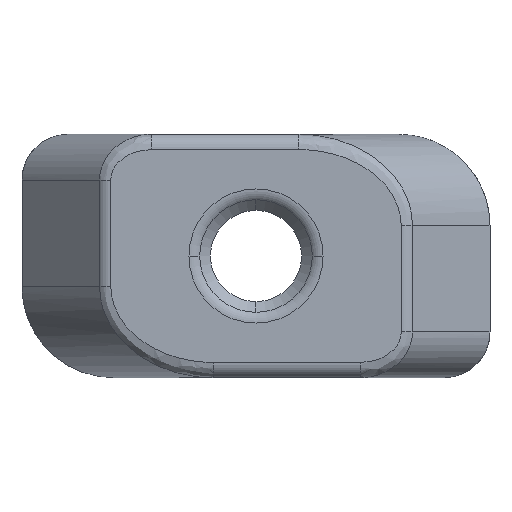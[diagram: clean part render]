
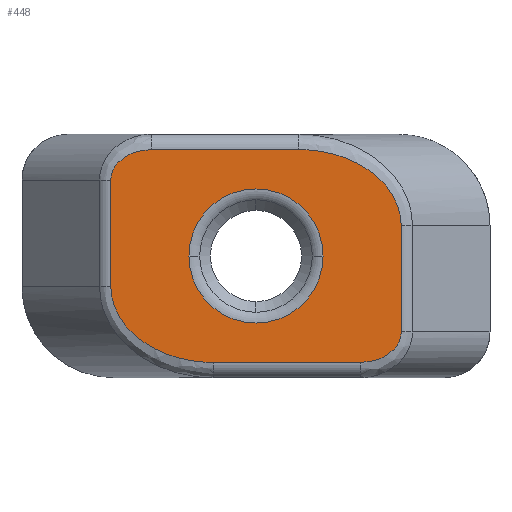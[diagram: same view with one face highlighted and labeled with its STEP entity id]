
A CAD part, front view. The second image highlights one B-rep face of the part: STEP entity #448.
In plain terms, the highlighted planar face has unit normal (0, -1, 0).
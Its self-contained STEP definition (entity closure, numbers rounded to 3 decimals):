
#3 = EDGE_CURVE ( 'NONE', #1120, #128, #782, .T. ) ;
#17 = CARTESIAN_POINT ( 'NONE',  ( 4.777, -5., -2.5 ) ) ;
#28 = EDGE_CURVE ( 'NONE', #373, #307, #719, .T. ) ;
#29 = CARTESIAN_POINT ( 'NONE',  ( -1.414, -5., -3.5 ) ) ;
#31 = AXIS2_PLACEMENT_3D ( 'NONE', #79, #1227, #750 ) ;
#32 = CARTESIAN_POINT ( 'NONE',  ( -2.207, -5., 0. ) ) ;
#55 = CARTESIAN_POINT ( 'NONE',  ( 1.414, -5., 3.5 ) ) ;
#76 = VECTOR ( 'NONE', #429, 1000. ) ;
#79 = CARTESIAN_POINT ( 'NONE',  ( -5., -5., 4. ) ) ;
#82 = VERTEX_POINT ( 'NONE', #1045 ) ;
#85 = CARTESIAN_POINT ( 'NONE',  ( 3.384, -5., 3.5 ) ) ;
#97 = DIRECTION ( 'NONE',  ( 0., 1., 0. ) ) ;
#103 = CARTESIAN_POINT ( 'NONE',  ( 3.432, -5., -3.5 ) ) ;
#128 = VERTEX_POINT ( 'NONE', #978 ) ;
#143 = CARTESIAN_POINT ( 'NONE',  ( -5., -5., 3.5 ) ) ;
#174 = AXIS2_PLACEMENT_3D ( 'NONE', #298, #97, #576 ) ;
#177 = VERTEX_POINT ( 'NONE', #790 ) ;
#193 = DIRECTION ( 'NONE',  ( 1., 0., 0. ) ) ;
#239 = EDGE_CURVE ( 'NONE', #177, #82, #714, .T. ) ;
#247 = LINE ( 'NONE', #143, #1003 ) ;
#297 = CARTESIAN_POINT ( 'NONE',  ( -3.384, -5., -3.5 ) ) ;
#298 = CARTESIAN_POINT ( 'NONE',  ( 0., -5., 0. ) ) ;
#307 = VERTEX_POINT ( 'NONE', #32 ) ;
#315 = CIRCLE ( 'NONE', #1068, 2.207 ) ;
#328 = DIRECTION ( 'NONE',  ( 0., 1., 0. ) ) ;
#341 = DIRECTION ( 'NONE',  ( 0., 0., -1. ) ) ;
#358 = CARTESIAN_POINT ( 'NONE',  ( -3.432, -5., 3.5 ) ) ;
#373 = VERTEX_POINT ( 'NONE', #1081 ) ;
#375 = EDGE_CURVE ( 'NONE', #307, #373, #315, .T. ) ;
#382 = EDGE_CURVE ( 'NONE', #1191, #483, #247, .T. ) ;
#387 =( BOUNDED_CURVE ( )  B_SPLINE_CURVE ( 3, ( #488, #401, #614, #17 ),
 .UNSPECIFIED., .F., .T. ) 
 B_SPLINE_CURVE_WITH_KNOTS ( ( 4, 4 ),
 ( 1.571, 3.142 ),
 .UNSPECIFIED. ) 
 CURVE ( )  GEOMETRIC_REPRESENTATION_ITEM ( )  RATIONAL_B_SPLINE_CURVE ( ( 1., 0.805, 0.805, 1. ) ) 
 REPRESENTATION_ITEM ( '' )  );
#396 = VECTOR ( 'NONE', #341, 1000. ) ;
#401 = CARTESIAN_POINT ( 'NONE',  ( 4.22, -5., -3.5 ) ) ;
#415 = ORIENTED_EDGE ( 'NONE', *, *, #3, .T. ) ;
#418 = CARTESIAN_POINT ( 'NONE',  ( -4.777, -5., -2.464 ) ) ;
#429 = DIRECTION ( 'NONE',  ( 0., 0., 1. ) ) ;
#447 = CARTESIAN_POINT ( 'NONE',  ( 4.777, -5., -2.5 ) ) ;
#448 = ADVANCED_FACE ( 'NONE', ( #551, #939 ), #467, .F. ) ;
#463 = CARTESIAN_POINT ( 'NONE',  ( 1.414, -5., 3.5 ) ) ;
#467 = PLANE ( 'NONE',  #31 ) ;
#479 = CARTESIAN_POINT ( 'NONE',  ( 4.777, -5., 1. ) ) ;
#483 = VERTEX_POINT ( 'NONE', #1132 ) ;
#488 = CARTESIAN_POINT ( 'NONE',  ( 3.432, -5., -3.5 ) ) ;
#499 = EDGE_LOOP ( 'NONE', ( #880, #1059, #1073, #739, #415, #994, #702, #1215 ) ) ;
#521 = DIRECTION ( 'NONE',  ( -1., 0., 0. ) ) ;
#533 = CARTESIAN_POINT ( 'NONE',  ( -4.22, -5., 3.5 ) ) ;
#537 = VERTEX_POINT ( 'NONE', #934 ) ;
#547 = EDGE_CURVE ( 'NONE', #128, #1191, #1053, .T. ) ;
#551 = FACE_OUTER_BOUND ( 'NONE', #499, .T. ) ;
#576 = DIRECTION ( 'NONE',  ( -1., 0., 0. ) ) ;
#611 = CARTESIAN_POINT ( 'NONE',  ( 0., -5., 0. ) ) ;
#612 = CARTESIAN_POINT ( 'NONE',  ( -4.777, -5., 4. ) ) ;
#614 = CARTESIAN_POINT ( 'NONE',  ( 4.777, -5., -3.086 ) ) ;
#640 =( BOUNDED_CURVE ( )  B_SPLINE_CURVE ( 3, ( #1187, #418, #297, #29 ),
 .UNSPECIFIED., .F., .T. ) 
 B_SPLINE_CURVE_WITH_KNOTS ( ( 4, 4 ),
 ( 0., 1.571 ),
 .UNSPECIFIED. ) 
 CURVE ( )  GEOMETRIC_REPRESENTATION_ITEM ( )  RATIONAL_B_SPLINE_CURVE ( ( 1., 0.805, 0.805, 1. ) ) 
 REPRESENTATION_ITEM ( '' )  );
#641 = EDGE_CURVE ( 'NONE', #1062, #1120, #387, .T. ) ;
#685 = LINE ( 'NONE', #936, #870 ) ;
#702 = ORIENTED_EDGE ( 'NONE', *, *, #382, .T. ) ;
#714 = LINE ( 'NONE', #612, #396 ) ;
#719 = CIRCLE ( 'NONE', #174, 2.207 ) ;
#727 = EDGE_LOOP ( 'NONE', ( #1223, #1000 ) ) ;
#732 = CARTESIAN_POINT ( 'NONE',  ( -4.777, -5., 3.086 ) ) ;
#739 = ORIENTED_EDGE ( 'NONE', *, *, #641, .T. ) ;
#748 = CARTESIAN_POINT ( 'NONE',  ( 4.777, -5., 2.464 ) ) ;
#750 = DIRECTION ( 'NONE',  ( -1., 0., 0. ) ) ;
#782 = LINE ( 'NONE', #1065, #76 ) ;
#790 = CARTESIAN_POINT ( 'NONE',  ( -4.777, -5., 2.5 ) ) ;
#802 =( BOUNDED_CURVE ( )  B_SPLINE_CURVE ( 3, ( #358, #533, #732, #997 ),
 .UNSPECIFIED., .F., .T. ) 
 B_SPLINE_CURVE_WITH_KNOTS ( ( 4, 4 ),
 ( 1.571, 3.142 ),
 .UNSPECIFIED. ) 
 CURVE ( )  GEOMETRIC_REPRESENTATION_ITEM ( )  RATIONAL_B_SPLINE_CURVE ( ( 1., 0.805, 0.805, 1. ) ) 
 REPRESENTATION_ITEM ( '' )  );
#870 = VECTOR ( 'NONE', #193, 1000. ) ;
#880 = ORIENTED_EDGE ( 'NONE', *, *, #239, .T. ) ;
#934 = CARTESIAN_POINT ( 'NONE',  ( -1.414, -5., -3.5 ) ) ;
#936 = CARTESIAN_POINT ( 'NONE',  ( 2.982, -5., -3.5 ) ) ;
#939 = FACE_BOUND ( 'NONE', #727, .T. ) ;
#978 = CARTESIAN_POINT ( 'NONE',  ( 4.777, -5., 1. ) ) ;
#994 = ORIENTED_EDGE ( 'NONE', *, *, #547, .T. ) ;
#997 = CARTESIAN_POINT ( 'NONE',  ( -4.777, -5., 2.5 ) ) ;
#1000 = ORIENTED_EDGE ( 'NONE', *, *, #28, .T. ) ;
#1003 = VECTOR ( 'NONE', #521, 1000. ) ;
#1045 = CARTESIAN_POINT ( 'NONE',  ( -4.777, -5., -1. ) ) ;
#1053 =( BOUNDED_CURVE ( )  B_SPLINE_CURVE ( 3, ( #479, #748, #85, #463 ),
 .UNSPECIFIED., .F., .T. ) 
 B_SPLINE_CURVE_WITH_KNOTS ( ( 4, 4 ),
 ( 0., 1.571 ),
 .UNSPECIFIED. ) 
 CURVE ( )  GEOMETRIC_REPRESENTATION_ITEM ( )  RATIONAL_B_SPLINE_CURVE ( ( 1., 0.805, 0.805, 1. ) ) 
 REPRESENTATION_ITEM ( '' )  );
#1059 = ORIENTED_EDGE ( 'NONE', *, *, #1064, .T. ) ;
#1062 = VERTEX_POINT ( 'NONE', #103 ) ;
#1064 = EDGE_CURVE ( 'NONE', #82, #537, #640, .T. ) ;
#1065 = CARTESIAN_POINT ( 'NONE',  ( 4.777, -5., 4. ) ) ;
#1068 = AXIS2_PLACEMENT_3D ( 'NONE', #611, #328, #1203 ) ;
#1073 = ORIENTED_EDGE ( 'NONE', *, *, #1235, .T. ) ;
#1081 = CARTESIAN_POINT ( 'NONE',  ( 2.207, -5., 0. ) ) ;
#1120 = VERTEX_POINT ( 'NONE', #447 ) ;
#1132 = CARTESIAN_POINT ( 'NONE',  ( -3.432, -5., 3.5 ) ) ;
#1180 = EDGE_CURVE ( 'NONE', #483, #177, #802, .T. ) ;
#1187 = CARTESIAN_POINT ( 'NONE',  ( -4.777, -5., -1. ) ) ;
#1191 = VERTEX_POINT ( 'NONE', #55 ) ;
#1203 = DIRECTION ( 'NONE',  ( -1., 0., 0. ) ) ;
#1215 = ORIENTED_EDGE ( 'NONE', *, *, #1180, .T. ) ;
#1223 = ORIENTED_EDGE ( 'NONE', *, *, #375, .T. ) ;
#1227 = DIRECTION ( 'NONE',  ( 0., 1., 0. ) ) ;
#1235 = EDGE_CURVE ( 'NONE', #537, #1062, #685, .T. ) ;
